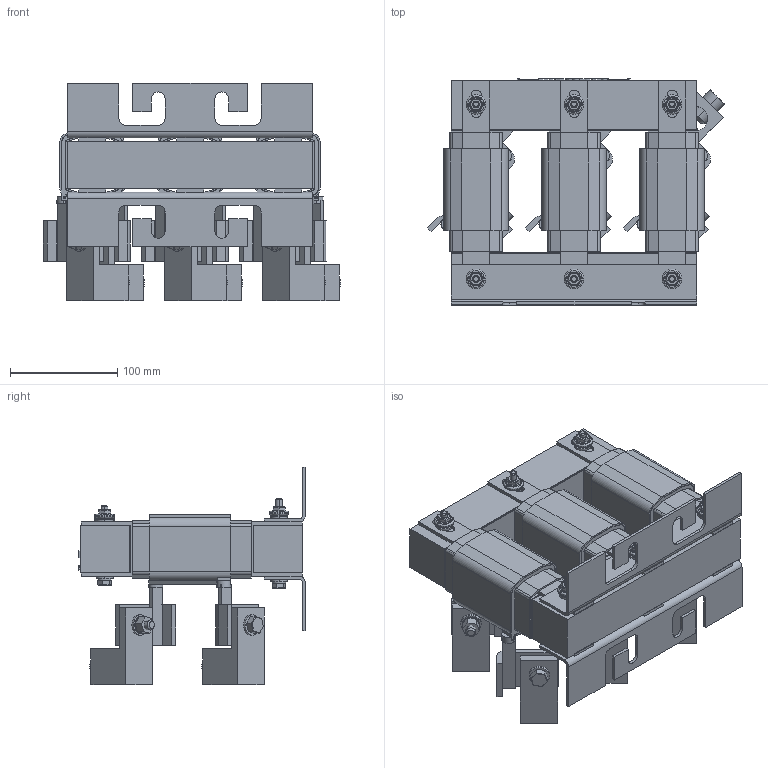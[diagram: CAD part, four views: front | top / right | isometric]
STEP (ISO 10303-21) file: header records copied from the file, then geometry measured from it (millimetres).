
FILE_DESCRIPTION (( 'STEP AP214' ), '1' );
FILE_NAME ('LR-2075 LR-2100.STEP', '2020-01-15T00:03:46', ( '' ), ( '' ), 'SwSTEP 2.0', 'SolidWorks 2017', '' );
FILE_SCHEMA (( 'AUTOMOTIVE_DESIGN' ));
Length unit declared in the file: inch
Products named in the file (1): LR-2075 LR-2100
Bounding box: 277.22 x 211.26 x 202.48 mm (x, y, z)
Volume: 2640473.6 mm3; surface area: 753333.2 mm2
Topology: 85 solids, 85 shells, 2657 faces, 6853 edges, 4416 vertices
Faces by surface type: plane 1328, cylinder 1103, bspline 178, cone 48
Entity records: 119484 total; most frequent: CARTESIAN_POINT 18431, ORIENTED_EDGE 13706, DIRECTION 13543, EDGE_CURVE 6853, AXIS2_PLACEMENT_3D 4716, VERTEX_POINT 4416, LINE 4111, VECTOR 4111
